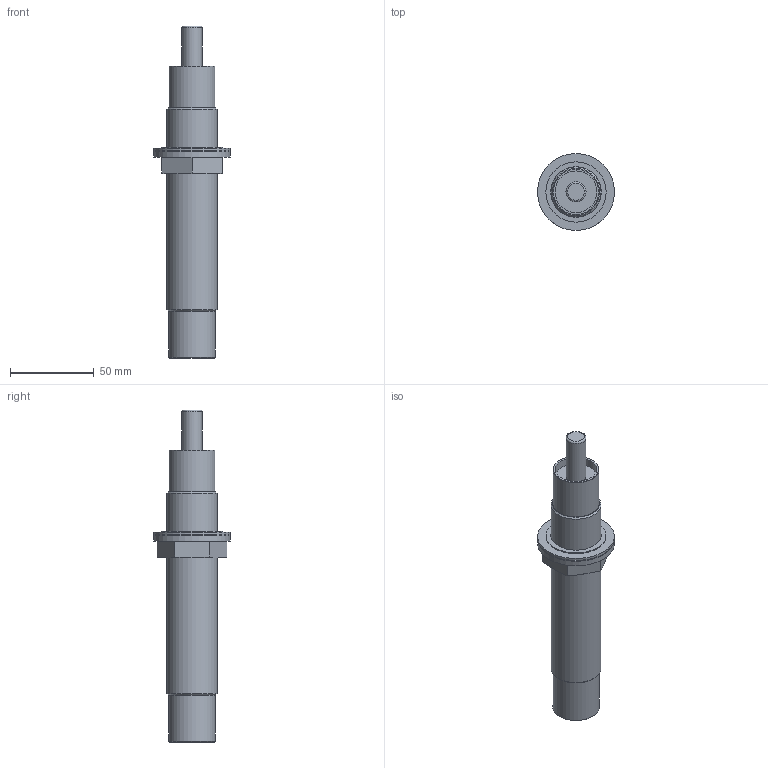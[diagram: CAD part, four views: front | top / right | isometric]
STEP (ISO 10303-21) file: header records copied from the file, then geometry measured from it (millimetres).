
FILE_DESCRIPTION(/* description */ ('STEP AP214'),/* implementation_level */ '2;1');
FILE_NAME(/* name */ '8161534_DYSD-Q11-25-24-Y1F-L-Y10',/* time_stamp */ '2024-08-23T16:15:57+02:00',/* author */ ('License CC BY-ND 4.0'),/* organization */ ('CADENAS'),/* preprocessor_version */ 'ST-DEVELOPER v19.3',/* originating_system */ 'PARTsolutions',/* authorisation */ ' ');
FILE_SCHEMA (('AUTOMOTIVE_DESIGN {1 0 10303 214 3 1 1}'));
Length unit declared in the file: millimetre
Products named in the file (5): 8161534 DYSD-Q11-25-24-Y1F-L-Y10_(24high); 8161534 DYSD-Q11-25-24-Y1F-L-Y10_24highSD; 1577040; 340924; 648235 YSR-25-40-C M30x1.5-10-36
Assembly tree (4 placements, depth 2):
  8161534 DYSD-Q11-25-24-Y1F-L-Y10_(24high)
    8161534 DYSD-Q11-25-24-Y1F-L-Y10_24highSD
    1577040
    340924
    648235 YSR-25-40-C M30x1.5-10-36
Bounding box: 46 x 46 x 198.5 mm (x, y, z)
Volume: 127833.3 mm3; surface area: 27572.4 mm2
Topology: 4 solids, 4 shells, 52 faces, 98 edges, 63 vertices
Faces by surface type: plane 29, cylinder 14, cone 8, torus 1
Full cylindrical faces by diameter (mm): 12 x1, 24 x1, 25 x2, 27.5 x1, 27.8 x1, 28.376 x1, 30 x2, 30.2 x1, 36 x2, 46 x2
Entity records: 1333 total; most frequent: CARTESIAN_POINT 239, DIRECTION 212, ORIENTED_EDGE 146, AXIS2_PLACEMENT_3D 94, EDGE_LOOP 90, FACE_BOUND 90, EDGE_CURVE 73, VERTEX_POINT 61
